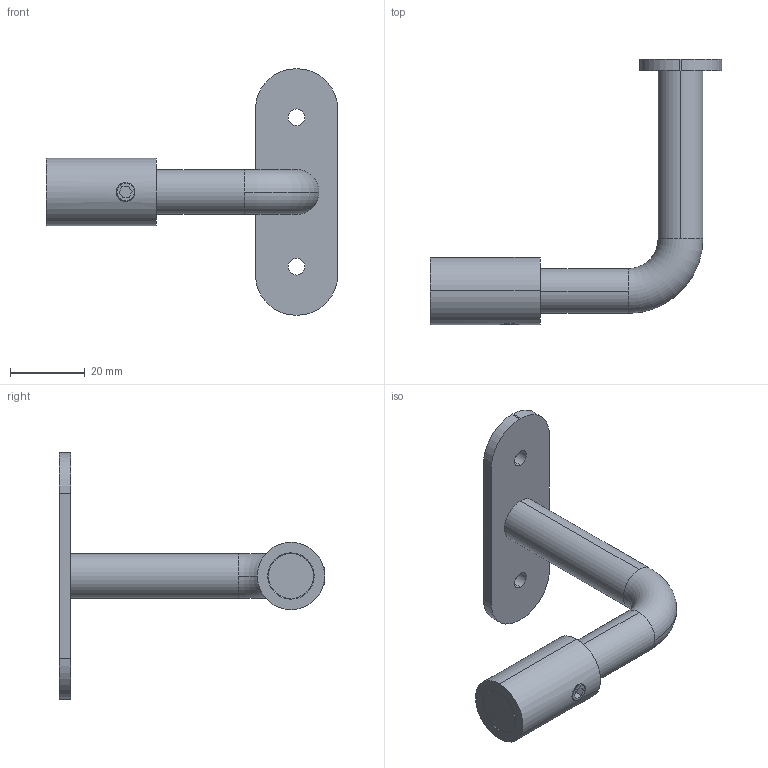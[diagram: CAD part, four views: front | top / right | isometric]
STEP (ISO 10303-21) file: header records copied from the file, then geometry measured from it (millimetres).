
FILE_DESCRIPTION (( 'STEP AP203' ), '1' );
FILE_NAME ('3D_GW2534_Flach_188702510.STEP', '2024-10-14T12:57:58', ( '' ), ( '' ), 'SwSTEP 2.0', 'SolidWorks 2024', '' );
FILE_SCHEMA (( 'CONFIG_CONTROL_DESIGN' ));
Length unit declared in the file: millimetre
Products named in the file (1): 3D_GW2534_Flach_188702510
Bounding box: 78 x 71 x 66 mm (x, y, z)
Volume: 21787.7 mm3; surface area: 10975.1 mm2
Topology: 3 solids, 3 shells, 46 faces, 108 edges, 70 vertices
Faces by surface type: cylinder 20, plane 18, cone 6, torus 2
Entity records: 1533 total; most frequent: CARTESIAN_POINT 345, DIRECTION 246, ORIENTED_EDGE 216, EDGE_CURVE 108, AXIS2_PLACEMENT_3D 95, VERTEX_POINT 70, LINE 56, EDGE_LOOP 56
